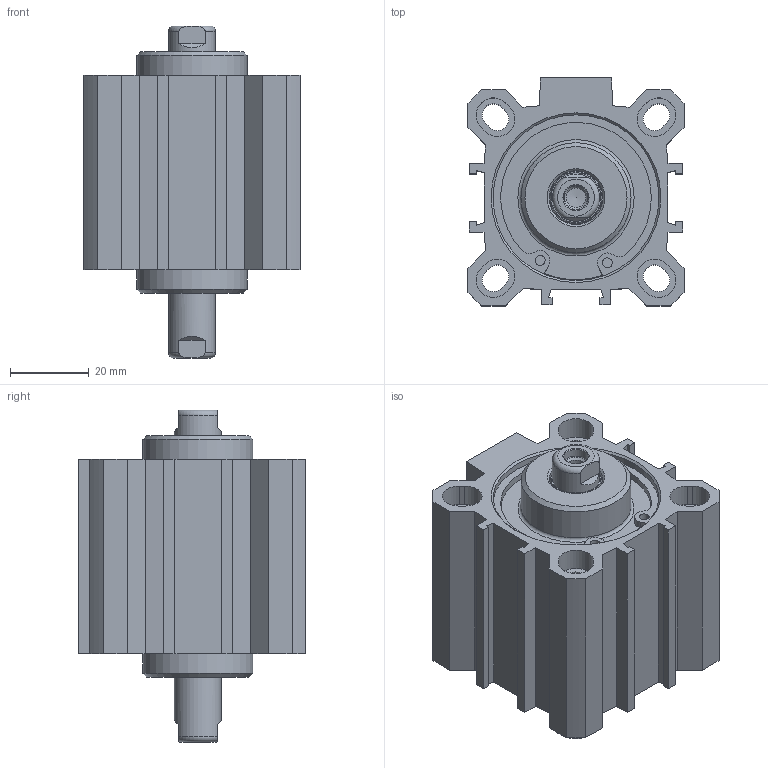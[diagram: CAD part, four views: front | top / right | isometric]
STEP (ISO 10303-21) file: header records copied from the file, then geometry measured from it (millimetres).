
FILE_DESCRIPTION((''),'2;1');
FILE_NAME('FDMP040.010.GS.F.stp','2014-06-10T09:55:02',('carlo.corazza'),(''),'Autodesk Inventor 2012','Autodesk Inventor 2012','');
FILE_SCHEMA(('AUTOMOTIVE_DESIGN { 1 0 10303 214 1 1 1 1 }'));
Length unit declared in the file: millimetre
Products named in the file (4): FDMP040..GS.F; CORPO-010; TA; STELO-010
Assembly tree (5 placements, depth 2):
  FDMP040..GS.F
    CORPO-010
    TA  x2
    STELO-010  x2
Bounding box: 55 x 58 x 84.5 mm (x, y, z)
Volume: 78557.8 mm3; surface area: 44051.4 mm2
Topology: 5 solids, 7 shells, 279 faces, 673 edges, 428 vertices
Faces by surface type: plane 138, cylinder 77, cone 46, torus 18
Full cylindrical faces by diameter (mm): 2.25 x2, 2.5 x4, 4.917 x4, 6.25 x2, 8.566 x2, 12 x2, 12.54 x2, 13.7 x2, 14 x2, 16.32 x2, 16.5 x2, 28 x2, 40 x1, 41.7 x4, 42.2 x2, 44.7 x2
Entity records: 6594 total; most frequent: CARTESIAN_POINT 1210, DIRECTION 1062, ORIENTED_EDGE 942, EDGE_CURVE 471, AXIS2_PLACEMENT_3D 379, VERTEX_POINT 337, EDGE_LOOP 310, VECTOR 304
